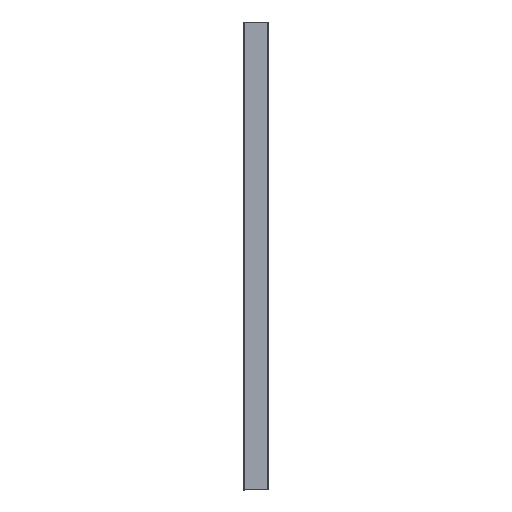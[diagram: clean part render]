
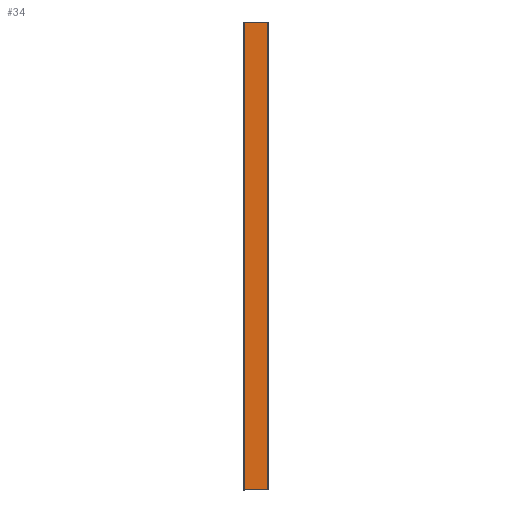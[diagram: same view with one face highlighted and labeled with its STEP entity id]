
A CAD part, front view. The second image highlights one B-rep face of the part: STEP entity #34.
In plain terms, the highlighted free-form (B-spline) face has degree [2, 1] with [3, 2] control points.
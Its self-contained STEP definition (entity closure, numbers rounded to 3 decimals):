
#34=ADVANCED_FACE('',(#5266),#90128,.T.);
#5266=FACE_OUTER_BOUND('',#10498,.T.);
#10498=EDGE_LOOP('',(#17372,#17373,#17374,#17375));
#17372=ORIENTED_EDGE('',*,*,#47094,.T.);
#17373=ORIENTED_EDGE('',*,*,#47095,.T.);
#17374=ORIENTED_EDGE('',*,*,#47096,.F.);
#17375=ORIENTED_EDGE('',*,*,#47092,.F.);
#47092=EDGE_CURVE('',#78458,#78459,#71702,.T.);
#47094=EDGE_CURVE('',#78458,#78460,#71704,.T.);
#47095=EDGE_CURVE('',#78460,#78461,#71705,.T.);
#47096=EDGE_CURVE('',#78459,#78461,#71706,.T.);
#71702=(
BOUNDED_CURVE()
B_SPLINE_CURVE(1,(#104574,#104575),.UNSPECIFIED.,.F.,.F.)
B_SPLINE_CURVE_WITH_KNOTS((2,2),(0.,2000.),.UNSPECIFIED.)
CURVE()
GEOMETRIC_REPRESENTATION_ITEM()
RATIONAL_B_SPLINE_CURVE((1.,1.))
REPRESENTATION_ITEM('')
);
#71704=(
BOUNDED_CURVE()
B_SPLINE_CURVE(2,(#104579,#104580,#104581),.UNSPECIFIED.,.F.,.F.)
B_SPLINE_CURVE_WITH_KNOTS((3,3),(72.193,171.193),
 .UNSPECIFIED.)
CURVE()
GEOMETRIC_REPRESENTATION_ITEM()
RATIONAL_B_SPLINE_CURVE((1.,1.,1.))
REPRESENTATION_ITEM('')
);
#71705=(
BOUNDED_CURVE()
B_SPLINE_CURVE(1,(#104582,#104583),.UNSPECIFIED.,.F.,.F.)
B_SPLINE_CURVE_WITH_KNOTS((2,2),(0.,2000.),.UNSPECIFIED.)
CURVE()
GEOMETRIC_REPRESENTATION_ITEM()
RATIONAL_B_SPLINE_CURVE((1.,1.))
REPRESENTATION_ITEM('')
);
#71706=(
BOUNDED_CURVE()
B_SPLINE_CURVE(2,(#104584,#104585,#104586),.UNSPECIFIED.,.F.,.F.)
B_SPLINE_CURVE_WITH_KNOTS((3,3),(72.193,171.193),
 .UNSPECIFIED.)
CURVE()
GEOMETRIC_REPRESENTATION_ITEM()
RATIONAL_B_SPLINE_CURVE((1.,1.,1.))
REPRESENTATION_ITEM('')
);
#78458=VERTEX_POINT('',#94139);
#78459=VERTEX_POINT('',#94140);
#78460=VERTEX_POINT('',#94141);
#78461=VERTEX_POINT('',#94142);
#90128=(
BOUNDED_SURFACE()
B_SPLINE_SURFACE(2,1,((#92845,#92846),(#92847,#92848),(#92849,#92850)),
 .UNSPECIFIED.,.F.,.F.,.F.)
B_SPLINE_SURFACE_WITH_KNOTS((3,3),(2,2),(72.193,171.193),
(0.,2000.),.UNSPECIFIED.)
GEOMETRIC_REPRESENTATION_ITEM()
RATIONAL_B_SPLINE_SURFACE(((1.,1.),(1.,1.),(1.,1.)))
REPRESENTATION_ITEM('')
SURFACE()
);
#92845=CARTESIAN_POINT('',(-49.5,0.,-2000.));
#92846=CARTESIAN_POINT('',(-49.5,0.,0.));
#92847=CARTESIAN_POINT('',(0.,0.,-2000.));
#92848=CARTESIAN_POINT('',(0.,0.,0.));
#92849=CARTESIAN_POINT('',(49.5,0.,-2000.));
#92850=CARTESIAN_POINT('',(49.5,0.,0.));
#94139=CARTESIAN_POINT('',(-49.5,0.,-2000.));
#94140=CARTESIAN_POINT('',(-49.5,0.,0.));
#94141=CARTESIAN_POINT('',(49.5,0.,-2000.));
#94142=CARTESIAN_POINT('',(49.5,0.,0.));
#104574=CARTESIAN_POINT('',(-49.5,0.,-2000.));
#104575=CARTESIAN_POINT('',(-49.5,0.,0.));
#104579=CARTESIAN_POINT('',(-49.5,0.,-2000.));
#104580=CARTESIAN_POINT('',(0.,0.,-2000.));
#104581=CARTESIAN_POINT('',(49.5,0.,-2000.));
#104582=CARTESIAN_POINT('',(49.5,0.,-2000.));
#104583=CARTESIAN_POINT('',(49.5,0.,0.));
#104584=CARTESIAN_POINT('',(-49.5,0.,0.));
#104585=CARTESIAN_POINT('',(0.,0.,0.));
#104586=CARTESIAN_POINT('',(49.5,0.,0.));
